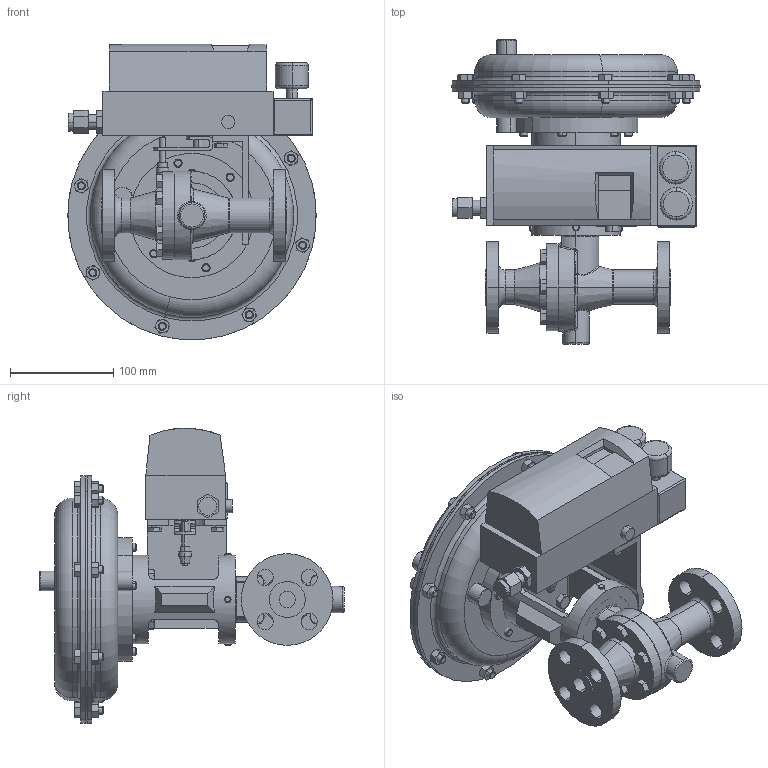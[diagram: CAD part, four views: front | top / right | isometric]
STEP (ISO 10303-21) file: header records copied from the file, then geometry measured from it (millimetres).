
FILE_DESCRIPTION (( 'STEP AP203' ), '1' );
FILE_NAME ('70SP-050-CS+S6-I5-35M-16IQ.STEP', '2017-09-11T13:10:46', ( '' ), ( '' ), 'SwSTEP 2.0', 'SolidWorks 2014', '' );
FILE_SCHEMA (( 'CONFIG_CONTROL_DESIGN' ));
Length unit declared in the file: inch
Products named in the file (1): 70SP-050-CS+S6-I5-35M-16IQ
Bounding box: 240.92 x 295.44 x 286.54 mm (x, y, z)
Volume: 4575682.2 mm3; surface area: 616439.2 mm2
Topology: 52 solids, 52 shells, 1044 faces, 2270 edges, 1365 vertices
Faces by surface type: plane 443, cone 340, cylinder 202, torus 40, bspline 13, sphere 6
Entity records: 31634 total; most frequent: CARTESIAN_POINT 9479, DIRECTION 4566, ORIENTED_EDGE 4516, EDGE_CURVE 2258, AXIS2_PLACEMENT_3D 1844, VERTEX_POINT 1365, EDGE_LOOP 1113, ADVANCED_FACE 1044
